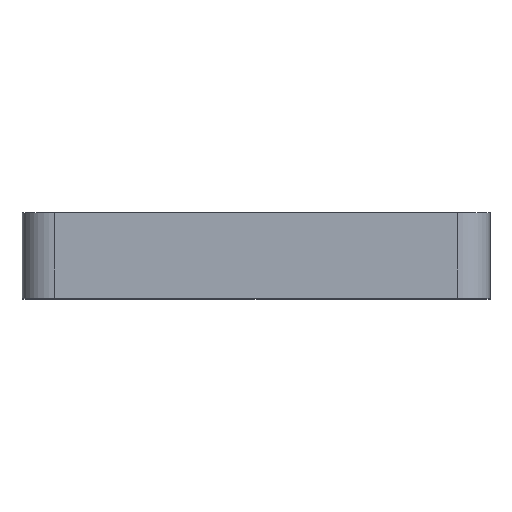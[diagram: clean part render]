
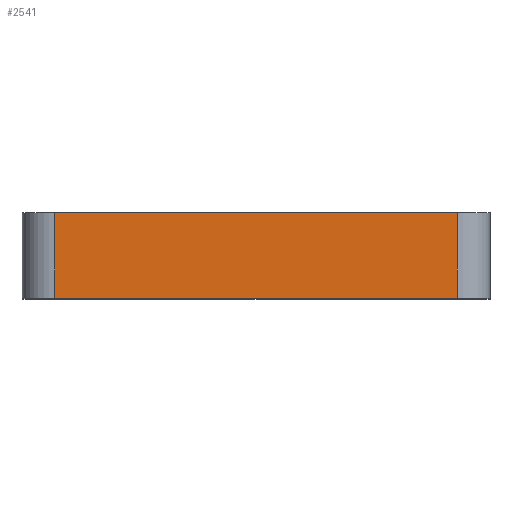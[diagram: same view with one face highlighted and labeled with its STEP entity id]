
A CAD part, top view. The second image highlights one B-rep face of the part: STEP entity #2541.
In plain terms, the highlighted planar face has unit normal (0, 0, 1).
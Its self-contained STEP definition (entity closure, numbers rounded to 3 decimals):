
#794 = ORIENTED_EDGE ( 'NONE', *, *, #3575, .T. ) ;
#808 = CARTESIAN_POINT ( 'NONE',  ( 0., 0., 53. ) ) ;
#1027 = LINE ( 'NONE', #8188, #10919 ) ;
#1176 = DIRECTION ( 'NONE',  ( 0., -1., 0. ) ) ;
#1627 = VECTOR ( 'NONE', #1176, 1000. ) ;
#1774 = CARTESIAN_POINT ( 'NONE',  ( 0., 13., 53. ) ) ;
#1834 = DIRECTION ( 'NONE',  ( -1., 0., 0. ) ) ;
#1954 = FACE_OUTER_BOUND ( 'NONE', #8054, .T. ) ;
#2100 = CARTESIAN_POINT ( 'NONE',  ( -30.5, 0., 53. ) ) ;
#2243 = ORIENTED_EDGE ( 'NONE', *, *, #3472, .T. ) ;
#2541 = ADVANCED_FACE ( 'NONE', ( #1954 ), #5544, .F. ) ;
#3228 = VECTOR ( 'NONE', #4381, 1000. ) ;
#3262 = VERTEX_POINT ( 'NONE', #2100 ) ;
#3472 = EDGE_CURVE ( 'NONE', #11536, #9797, #4033, .T. ) ;
#3572 = VERTEX_POINT ( 'NONE', #5265 ) ;
#3575 = EDGE_CURVE ( 'NONE', #3262, #11536, #8841, .T. ) ;
#3779 = ORIENTED_EDGE ( 'NONE', *, *, #4162, .F. ) ;
#4033 = LINE ( 'NONE', #7618, #6980 ) ;
#4162 = EDGE_CURVE ( 'NONE', #3572, #9797, #1027, .T. ) ;
#4381 = DIRECTION ( 'NONE',  ( 1., 0., 0. ) ) ;
#5128 = CARTESIAN_POINT ( 'NONE',  ( 30.5, 13., 53. ) ) ;
#5265 = CARTESIAN_POINT ( 'NONE',  ( -30.5, 13., 53. ) ) ;
#5423 = CARTESIAN_POINT ( 'NONE',  ( 30.5, 0., 53. ) ) ;
#5544 = PLANE ( 'NONE',  #9597 ) ;
#6701 = ORIENTED_EDGE ( 'NONE', *, *, #7457, .T. ) ;
#6980 = VECTOR ( 'NONE', #11190, 1000. ) ;
#7457 = EDGE_CURVE ( 'NONE', #3572, #3262, #10025, .T. ) ;
#7618 = CARTESIAN_POINT ( 'NONE',  ( 30.5, 13., 53. ) ) ;
#8054 = EDGE_LOOP ( 'NONE', ( #794, #2243, #3779, #6701 ) ) ;
#8188 = CARTESIAN_POINT ( 'NONE',  ( 0., 13., 53. ) ) ;
#8841 = LINE ( 'NONE', #808, #3228 ) ;
#9172 = DIRECTION ( 'NONE',  ( 0., 0., -1. ) ) ;
#9176 = DIRECTION ( 'NONE',  ( 1., 0., 0. ) ) ;
#9597 = AXIS2_PLACEMENT_3D ( 'NONE', #1774, #9172, #1834 ) ;
#9797 = VERTEX_POINT ( 'NONE', #5128 ) ;
#10025 = LINE ( 'NONE', #10083, #1627 ) ;
#10083 = CARTESIAN_POINT ( 'NONE',  ( -30.5, 0., 53. ) ) ;
#10919 = VECTOR ( 'NONE', #9176, 1000. ) ;
#11190 = DIRECTION ( 'NONE',  ( 0., 1., 0. ) ) ;
#11536 = VERTEX_POINT ( 'NONE', #5423 ) ;
